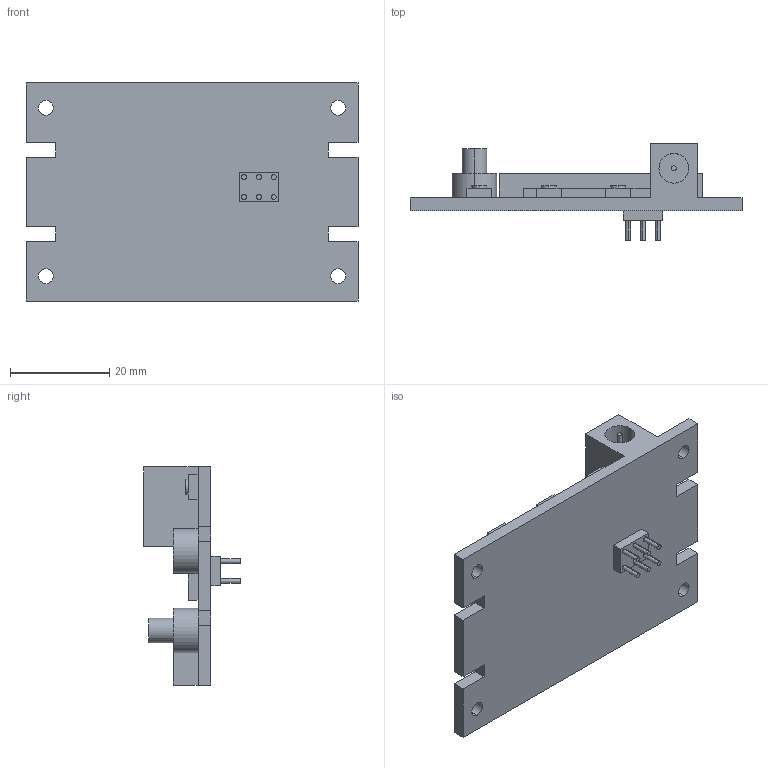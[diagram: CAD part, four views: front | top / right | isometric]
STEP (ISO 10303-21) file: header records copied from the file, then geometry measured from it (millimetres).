
FILE_DESCRIPTION (( 'STEP AP214' ), '1' );
FILE_NAME ('MCH-00649.STEP', '2020-04-20T14:33:37', ( '' ), ( '' ), 'SwSTEP 2.0', 'SolidWorks 2020', '' );
FILE_SCHEMA (( 'AUTOMOTIVE_DESIGN' ));
Length unit declared in the file: millimetre
Products named in the file (1): MCH-00649
Bounding box: 67 x 19.54 x 44 mm (x, y, z)
Volume: 12635.9 mm3; surface area: 8671.1 mm2
Topology: 1 solids, 1 shells, 111 faces, 264 edges, 176 vertices
Faces by surface type: plane 71, cylinder 40
Entity records: 3268 total; most frequent: DIRECTION 568, CARTESIAN_POINT 552, ORIENTED_EDGE 528, EDGE_CURVE 264, AXIS2_PLACEMENT_3D 192, VECTOR 184, LINE 184, VERTEX_POINT 176
